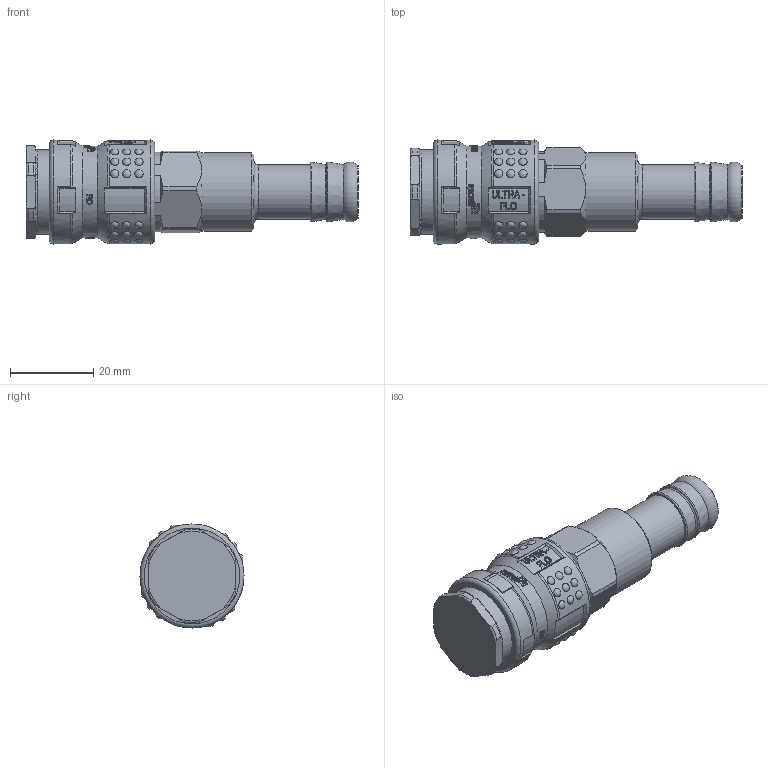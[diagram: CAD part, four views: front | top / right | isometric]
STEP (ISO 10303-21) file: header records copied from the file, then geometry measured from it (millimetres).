
FILE_DESCRIPTION((''),'2;1');
FILE_NAME('1625katf13spn.stp','2013-01-08T14:24:36',('AS035480'),(''),'Autodesk Inventor 2011','Autodesk Inventor 2011','');
FILE_SCHEMA(('AUTOMOTIVE_DESIGN { 1 0 10303 214 1 1 1 1 }'));
Length unit declared in the file: millimetre
Products named in the file (1): D105554
Bounding box: 79.79 x 25 x 25 mm (x, y, z)
Volume: 21839.7 mm3; surface area: 12915.4 mm2
Topology: 2 solids, 14 shells, 986 faces, 2507 edges, 1671 vertices
Faces by surface type: plane 357, bspline 338, cylinder 164, cone 48, torus 43, sphere 36
Full cylindrical faces by diameter (mm): 12.796 x4, 13 x1, 13.1 x1, 14 x1, 14.45 x1, 14.5 x1, 15.7 x1, 16.153 x1, 17 x1, 17.2 x1, 17.6 x1, 17.9 x1, 18.8 x1, 19.6 x1, 20.3 x1, 20.7 x1, 22 x1, 25 x2
Entity records: 106870 total; most frequent: CARTESIAN_POINT 85280, ORIENTED_EDGE 4832, DIRECTION 2996, EDGE_CURVE 2416, VERTEX_POINT 1643, EDGE_LOOP 1181, B_SPLINE_CURVE_WITH_KNOTS 1085, AXIS2_PLACEMENT_3D 1034
